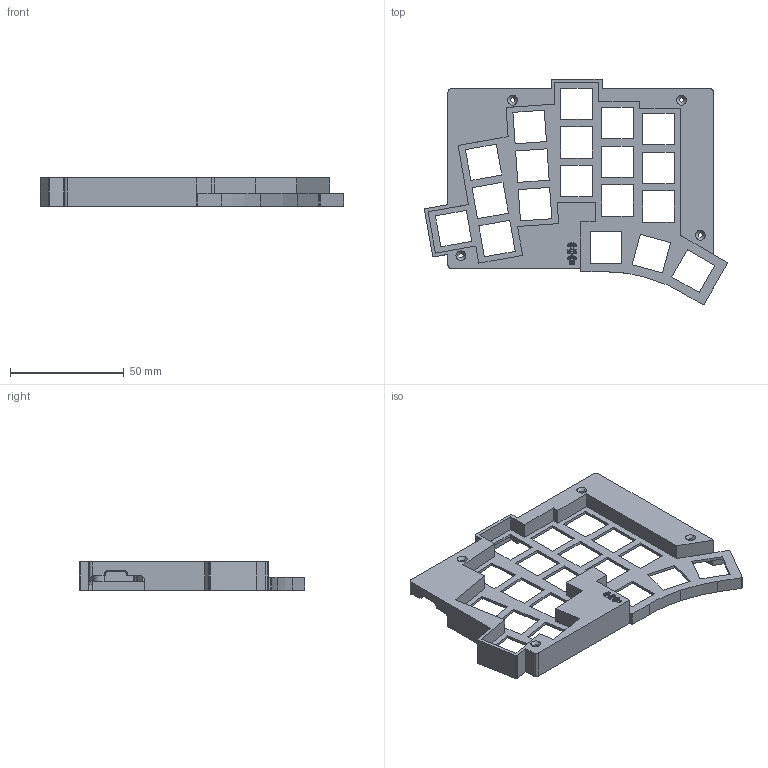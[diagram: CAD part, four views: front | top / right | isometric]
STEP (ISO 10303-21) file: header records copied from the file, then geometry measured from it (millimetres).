
FILE_DESCRIPTION (( 'STEP AP214' ), '1' );
FILE_NAME ('TOTEMcase_v08_6mm_BLE_Top_L_v2.STEP', '2024-11-19T10:01:17', ( '' ), ( '' ), 'SwSTEP 2.0', 'SolidWorks 2024', '' );
FILE_SCHEMA (( 'AUTOMOTIVE_DESIGN' ));
Length unit declared in the file: millimetre
Products named in the file (1): TOTEMcase_v08_6mm_BLE_Top_L_v2
Bounding box: 133.11 x 99.01 x 12.5 mm (x, y, z)
Volume: 19003.3 mm3; surface area: 27678.2 mm2
Topology: 1 solids, 1 shells, 533 faces, 1445 edges, 956 vertices
Faces by surface type: plane 374, bspline 81, cylinder 64, cone 14
Entity records: 17204 total; most frequent: CARTESIAN_POINT 4072, ORIENTED_EDGE 2890, DIRECTION 2329, EDGE_CURVE 1445, LINE 1139, VECTOR 1139, VERTEX_POINT 956, EDGE_LOOP 621
